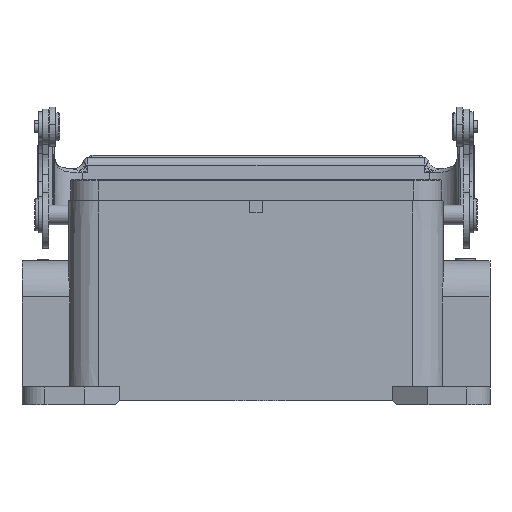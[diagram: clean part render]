
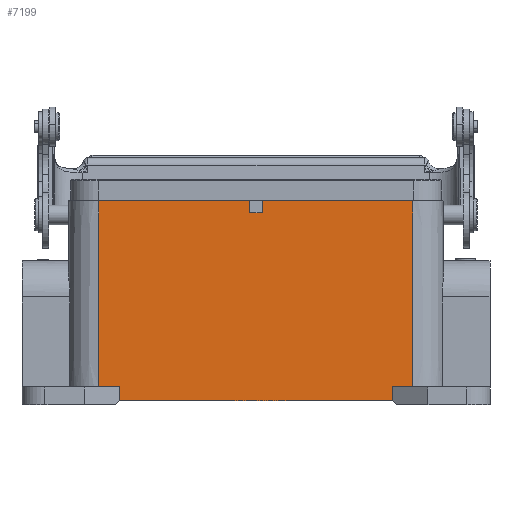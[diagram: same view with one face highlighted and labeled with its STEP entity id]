
A CAD part, front view. The second image highlights one B-rep face of the part: STEP entity #7199.
In plain terms, the highlighted planar face has unit normal (0, -1, 0.009).
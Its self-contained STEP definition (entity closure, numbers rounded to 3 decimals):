
#2731=LINE('',#41939,#4348);
#2732=LINE('',#41941,#4349);
#2744=LINE('',#41984,#4361);
#2749=LINE('',#42007,#4366);
#2756=LINE('',#42042,#4373);
#2785=LINE('',#42117,#4402);
#2788=LINE('',#42131,#4405);
#2795=LINE('',#42147,#4412);
#2929=LINE('',#42644,#4546);
#2942=LINE('',#42676,#4559);
#2944=LINE('',#42680,#4561);
#2945=LINE('',#42682,#4562);
#4348=VECTOR('',#30064,1.);
#4349=VECTOR('',#30067,1.);
#4361=VECTOR('',#30091,1.);
#4366=VECTOR('',#30104,1.);
#4373=VECTOR('',#30123,1.);
#4402=VECTOR('',#30196,1.);
#4405=VECTOR('',#30213,1.);
#4412=VECTOR('',#30224,1.);
#4546=VECTOR('',#30508,1.);
#4559=VECTOR('',#30541,1.);
#4561=VECTOR('',#30545,1.);
#4562=VECTOR('',#30548,1.);
#7199=ADVANCED_FACE('',(#8983),#7800,.T.);
#7800=PLANE('',#25200);
#8983=FACE_OUTER_BOUND('',#10400,.T.);
#10400=EDGE_LOOP('',(#17049,#17050,#17051,#17052,#17053,#17054,#17055,#17056,
#17057,#17058,#17059,#17060));
#17049=ORIENTED_EDGE('',*,*,#22676,.T.);
#17050=ORIENTED_EDGE('',*,*,#22660,.T.);
#17051=ORIENTED_EDGE('',*,*,#22478,.F.);
#17052=ORIENTED_EDGE('',*,*,#22470,.T.);
#17053=ORIENTED_EDGE('',*,*,#22463,.F.);
#17054=ORIENTED_EDGE('',*,*,#22679,.T.);
#17055=ORIENTED_EDGE('',*,*,#22425,.F.);
#17056=ORIENTED_EDGE('',*,*,#22413,.T.);
#17057=ORIENTED_EDGE('',*,*,#22404,.T.);
#17058=ORIENTED_EDGE('',*,*,#22388,.T.);
#17059=ORIENTED_EDGE('',*,*,#22387,.F.);
#17060=ORIENTED_EDGE('',*,*,#22678,.F.);
#19138=VERTEX_POINT('',#41936);
#19139=VERTEX_POINT('',#41938);
#19140=VERTEX_POINT('',#41942);
#19153=VERTEX_POINT('',#41985);
#19159=VERTEX_POINT('',#42008);
#19169=VERTEX_POINT('',#42043);
#19190=VERTEX_POINT('',#42112);
#19192=VERTEX_POINT('',#42116);
#19197=VERTEX_POINT('',#42132);
#19204=VERTEX_POINT('',#42148);
#19324=VERTEX_POINT('',#42645);
#19333=VERTEX_POINT('',#42677);
#22387=EDGE_CURVE('',#19139,#19138,#2731,.T.);
#22388=EDGE_CURVE('',#19140,#19138,#2732,.T.);
#22404=EDGE_CURVE('',#19153,#19140,#2744,.T.);
#22413=EDGE_CURVE('',#19159,#19153,#2749,.T.);
#22425=EDGE_CURVE('',#19159,#19169,#2756,.T.);
#22463=EDGE_CURVE('',#19192,#19190,#2785,.T.);
#22470=EDGE_CURVE('',#19197,#19190,#2788,.T.);
#22478=EDGE_CURVE('',#19197,#19204,#2795,.T.);
#22660=EDGE_CURVE('',#19324,#19204,#2929,.T.);
#22676=EDGE_CURVE('',#19333,#19324,#2942,.T.);
#22678=EDGE_CURVE('',#19333,#19139,#2944,.T.);
#22679=EDGE_CURVE('',#19192,#19169,#2945,.T.);
#25200=AXIS2_PLACEMENT_3D('',#42683,#30549,#30550);
#30064=DIRECTION('',(1.,0.,0.));
#30067=DIRECTION('',(0.,-0.009,-1.));
#30091=DIRECTION('',(-1.,0.,0.));
#30104=DIRECTION('',(0.,0.009,1.));
#30123=DIRECTION('',(-1.,0.,0.));
#30196=DIRECTION('',(-1.,0.,0.));
#30213=DIRECTION('',(0.,-0.009,-1.));
#30224=DIRECTION('',(-1.,0.,0.));
#30508=DIRECTION('',(0.,-0.009,-1.));
#30541=DIRECTION('',(-1.,0.,0.));
#30545=DIRECTION('',(0.,-0.009,-1.));
#30548=DIRECTION('',(0.,0.009,1.));
#30549=DIRECTION('',(0.,-1.,0.009));
#30550=DIRECTION('',(-1.,0.,0.));
#41936=CARTESIAN_POINT('',(1.6,-21.526,21.5));
#41938=CARTESIAN_POINT('',(-1.6,-21.526,21.5));
#41939=CARTESIAN_POINT('',(-1.6,-21.526,21.5));
#41941=CARTESIAN_POINT('',(1.6,-21.5,24.5));
#41942=CARTESIAN_POINT('',(1.6,-21.5,24.5));
#41984=CARTESIAN_POINT('',(39.25,-21.5,24.5));
#41985=CARTESIAN_POINT('',(39.25,-21.5,24.5));
#42007=CARTESIAN_POINT('',(39.25,-21.906,-22.));
#42008=CARTESIAN_POINT('',(39.25,-21.906,-22.));
#42042=CARTESIAN_POINT('',(39.25,-21.906,-22.));
#42043=CARTESIAN_POINT('',(34.,-21.906,-22.));
#42112=CARTESIAN_POINT('',(-34.,-21.936,-25.5));
#42116=CARTESIAN_POINT('',(34.,-21.936,-25.5));
#42117=CARTESIAN_POINT('',(34.,-21.936,-25.5));
#42131=CARTESIAN_POINT('',(-34.,-21.906,-22.));
#42132=CARTESIAN_POINT('',(-34.,-21.906,-22.));
#42147=CARTESIAN_POINT('',(-34.,-21.906,-22.));
#42148=CARTESIAN_POINT('',(-39.25,-21.906,-22.));
#42644=CARTESIAN_POINT('',(-39.25,-21.5,24.5));
#42645=CARTESIAN_POINT('',(-39.25,-21.5,24.5));
#42676=CARTESIAN_POINT('',(-1.6,-21.5,24.5));
#42677=CARTESIAN_POINT('',(-1.6,-21.5,24.5));
#42680=CARTESIAN_POINT('',(-1.6,-21.5,24.5));
#42682=CARTESIAN_POINT('',(34.,-21.936,-25.5));
#42683=CARTESIAN_POINT('',(-41.628,-21.5,24.5));
